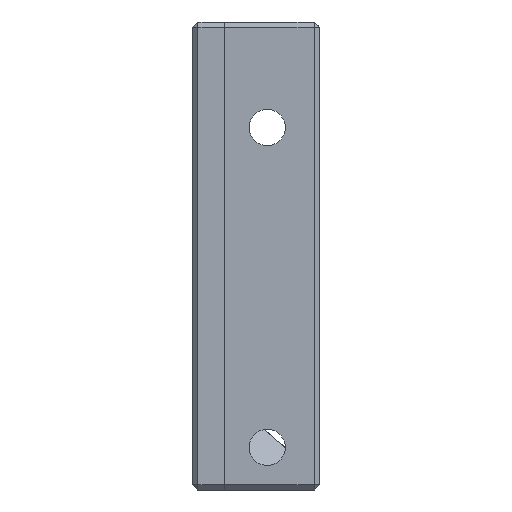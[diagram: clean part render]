
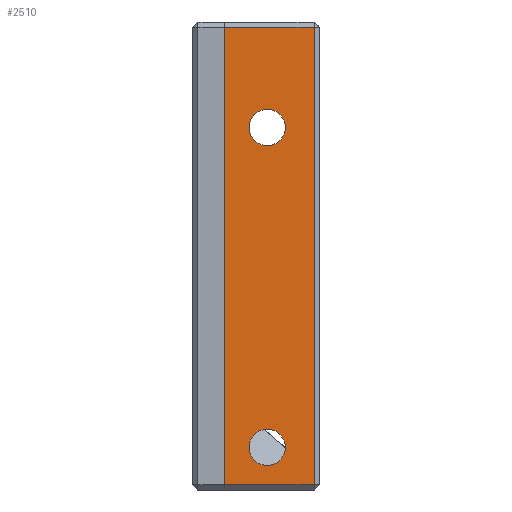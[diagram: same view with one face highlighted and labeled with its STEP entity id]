
A CAD part, front view. The second image highlights one B-rep face of the part: STEP entity #2510.
In plain terms, the highlighted planar face has unit normal (0, -1, 0).
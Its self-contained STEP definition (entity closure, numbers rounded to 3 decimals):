
#365 = PLANE('',#366);
#366 = AXIS2_PLACEMENT_3D('',#367,#368,#369);
#367 = CARTESIAN_POINT('',(14.9,3.25,49.65));
#368 = DIRECTION('',(0.,0.707,-0.707));
#369 = DIRECTION('',(-1.,0.,0.));
#713 = VERTEX_POINT('',#714);
#714 = CARTESIAN_POINT('',(14.4,3.,49.4));
#728 = PLANE('',#729);
#729 = AXIS2_PLACEMENT_3D('',#730,#731,#732);
#730 = CARTESIAN_POINT('',(14.65,3.25,6.));
#731 = DIRECTION('',(-0.707,0.707,0.));
#732 = DIRECTION('',(0.,0.,-1.));
#1473 = EDGE_CURVE('',#713,#1474,#1476,.T.);
#1474 = VERTEX_POINT('',#1475);
#1475 = CARTESIAN_POINT('',(6.,3.,49.4));
#1476 = SURFACE_CURVE('',#1477,(#1481,#1488),.PCURVE_S1.);
#1477 = LINE('',#1478,#1479);
#1478 = CARTESIAN_POINT('',(14.9,3.,49.4));
#1479 = VECTOR('',#1480,1.);
#1480 = DIRECTION('',(-1.,0.,0.));
#1481 = PCURVE('',#365,#1482);
#1482 = DEFINITIONAL_REPRESENTATION('',(#1483),#1487);
#1483 = LINE('',#1484,#1485);
#1484 = CARTESIAN_POINT('',(-0.,-0.354));
#1485 = VECTOR('',#1486,1.);
#1486 = DIRECTION('',(1.,0.));
#1487 = ( GEOMETRIC_REPRESENTATION_CONTEXT(2) 
PARAMETRIC_REPRESENTATION_CONTEXT() REPRESENTATION_CONTEXT('2D SPACE',''
  ) );
#1488 = PCURVE('',#1489,#1494);
#1489 = PLANE('',#1490);
#1490 = AXIS2_PLACEMENT_3D('',#1491,#1492,#1493);
#1491 = CARTESIAN_POINT('',(8.95,3.,26.45));
#1492 = DIRECTION('',(0.,1.,0.));
#1493 = DIRECTION('',(0.,0.,1.));
#1494 = DEFINITIONAL_REPRESENTATION('',(#1495),#1499);
#1495 = LINE('',#1496,#1497);
#1496 = CARTESIAN_POINT('',(22.95,5.95));
#1497 = VECTOR('',#1498,1.);
#1498 = DIRECTION('',(0.,-1.));
#1499 = ( GEOMETRIC_REPRESENTATION_CONTEXT(2) 
PARAMETRIC_REPRESENTATION_CONTEXT() REPRESENTATION_CONTEXT('2D SPACE',''
  ) );
#2036 = EDGE_CURVE('',#2037,#713,#2039,.T.);
#2037 = VERTEX_POINT('',#2038);
#2038 = CARTESIAN_POINT('',(14.4,3.,6.5));
#2039 = SURFACE_CURVE('',#2040,(#2044,#2051),.PCURVE_S1.);
#2040 = LINE('',#2041,#2042);
#2041 = CARTESIAN_POINT('',(14.4,3.,6.));
#2042 = VECTOR('',#2043,1.);
#2043 = DIRECTION('',(0.,0.,1.));
#2044 = PCURVE('',#728,#2045);
#2045 = DEFINITIONAL_REPRESENTATION('',(#2046),#2050);
#2046 = LINE('',#2047,#2048);
#2047 = CARTESIAN_POINT('',(0.,0.354));
#2048 = VECTOR('',#2049,1.);
#2049 = DIRECTION('',(-1.,0.));
#2050 = ( GEOMETRIC_REPRESENTATION_CONTEXT(2) 
PARAMETRIC_REPRESENTATION_CONTEXT() REPRESENTATION_CONTEXT('2D SPACE',''
  ) );
#2051 = PCURVE('',#1489,#2052);
#2052 = DEFINITIONAL_REPRESENTATION('',(#2053),#2057);
#2053 = LINE('',#2054,#2055);
#2054 = CARTESIAN_POINT('',(-20.45,5.45));
#2055 = VECTOR('',#2056,1.);
#2056 = DIRECTION('',(1.,0.));
#2057 = ( GEOMETRIC_REPRESENTATION_CONTEXT(2) 
PARAMETRIC_REPRESENTATION_CONTEXT() REPRESENTATION_CONTEXT('2D SPACE',''
  ) );
#2337 = PLANE('',#2338);
#2338 = AXIS2_PLACEMENT_3D('',#2339,#2340,#2341);
#2339 = CARTESIAN_POINT('',(3.,3.,49.9));
#2340 = DIRECTION('',(0.,1.,0.));
#2341 = DIRECTION('',(0.,0.,-1.));
#2510 = ADVANCED_FACE('',(#2511,#2564,#2595),#1489,.F.);
#2511 = FACE_BOUND('',#2512,.F.);
#2512 = EDGE_LOOP('',(#2513,#2536,#2537,#2538));
#2513 = ORIENTED_EDGE('',*,*,#2514,.F.);
#2514 = EDGE_CURVE('',#1474,#2515,#2517,.T.);
#2515 = VERTEX_POINT('',#2516);
#2516 = CARTESIAN_POINT('',(6.,3.,6.5));
#2517 = SURFACE_CURVE('',#2518,(#2522,#2529),.PCURVE_S1.);
#2518 = LINE('',#2519,#2520);
#2519 = CARTESIAN_POINT('',(6.,3.,49.9));
#2520 = VECTOR('',#2521,1.);
#2521 = DIRECTION('',(0.,0.,-1.));
#2522 = PCURVE('',#1489,#2523);
#2523 = DEFINITIONAL_REPRESENTATION('',(#2524),#2528);
#2524 = LINE('',#2525,#2526);
#2525 = CARTESIAN_POINT('',(23.45,-2.95));
#2526 = VECTOR('',#2527,1.);
#2527 = DIRECTION('',(-1.,0.));
#2528 = ( GEOMETRIC_REPRESENTATION_CONTEXT(2) 
PARAMETRIC_REPRESENTATION_CONTEXT() REPRESENTATION_CONTEXT('2D SPACE',''
  ) );
#2529 = PCURVE('',#2337,#2530);
#2530 = DEFINITIONAL_REPRESENTATION('',(#2531),#2535);
#2531 = LINE('',#2532,#2533);
#2532 = CARTESIAN_POINT('',(0.,-3.));
#2533 = VECTOR('',#2534,1.);
#2534 = DIRECTION('',(1.,0.));
#2535 = ( GEOMETRIC_REPRESENTATION_CONTEXT(2) 
PARAMETRIC_REPRESENTATION_CONTEXT() REPRESENTATION_CONTEXT('2D SPACE',''
  ) );
#2536 = ORIENTED_EDGE('',*,*,#1473,.F.);
#2537 = ORIENTED_EDGE('',*,*,#2036,.F.);
#2538 = ORIENTED_EDGE('',*,*,#2539,.F.);
#2539 = EDGE_CURVE('',#2515,#2037,#2540,.T.);
#2540 = SURFACE_CURVE('',#2541,(#2545,#2552),.PCURVE_S1.);
#2541 = LINE('',#2542,#2543);
#2542 = CARTESIAN_POINT('',(6.,3.,6.5));
#2543 = VECTOR('',#2544,1.);
#2544 = DIRECTION('',(1.,0.,0.));
#2545 = PCURVE('',#1489,#2546);
#2546 = DEFINITIONAL_REPRESENTATION('',(#2547),#2551);
#2547 = LINE('',#2548,#2549);
#2548 = CARTESIAN_POINT('',(-19.95,-2.95));
#2549 = VECTOR('',#2550,1.);
#2550 = DIRECTION('',(0.,1.));
#2551 = ( GEOMETRIC_REPRESENTATION_CONTEXT(2) 
PARAMETRIC_REPRESENTATION_CONTEXT() REPRESENTATION_CONTEXT('2D SPACE',''
  ) );
#2552 = PCURVE('',#2553,#2558);
#2553 = PLANE('',#2554);
#2554 = AXIS2_PLACEMENT_3D('',#2555,#2556,#2557);
#2555 = CARTESIAN_POINT('',(6.,3.25,6.25));
#2556 = DIRECTION('',(0.,-0.707,-0.707));
#2557 = DIRECTION('',(1.,0.,0.));
#2558 = DEFINITIONAL_REPRESENTATION('',(#2559),#2563);
#2559 = LINE('',#2560,#2561);
#2560 = CARTESIAN_POINT('',(0.,0.354));
#2561 = VECTOR('',#2562,1.);
#2562 = DIRECTION('',(1.,0.));
#2563 = ( GEOMETRIC_REPRESENTATION_CONTEXT(2) 
PARAMETRIC_REPRESENTATION_CONTEXT() REPRESENTATION_CONTEXT('2D SPACE',''
  ) );
#2564 = FACE_BOUND('',#2565,.F.);
#2565 = EDGE_LOOP('',(#2566));
#2566 = ORIENTED_EDGE('',*,*,#2567,.F.);
#2567 = EDGE_CURVE('',#2568,#2568,#2570,.T.);
#2568 = VERTEX_POINT('',#2569);
#2569 = CARTESIAN_POINT('',(8.3,3.,10.));
#2570 = SURFACE_CURVE('',#2571,(#2576,#2583),.PCURVE_S1.);
#2571 = CIRCLE('',#2572,1.7);
#2572 = AXIS2_PLACEMENT_3D('',#2573,#2574,#2575);
#2573 = CARTESIAN_POINT('',(10.,3.,10.));
#2574 = DIRECTION('',(0.,1.,0.));
#2575 = DIRECTION('',(-1.,0.,0.));
#2576 = PCURVE('',#1489,#2577);
#2577 = DEFINITIONAL_REPRESENTATION('',(#2578),#2582);
#2578 = CIRCLE('',#2579,1.7);
#2579 = AXIS2_PLACEMENT_2D('',#2580,#2581);
#2580 = CARTESIAN_POINT('',(-16.45,1.05));
#2581 = DIRECTION('',(0.,-1.));
#2582 = ( GEOMETRIC_REPRESENTATION_CONTEXT(2) 
PARAMETRIC_REPRESENTATION_CONTEXT() REPRESENTATION_CONTEXT('2D SPACE',''
  ) );
#2583 = PCURVE('',#2584,#2589);
#2584 = CYLINDRICAL_SURFACE('',#2585,1.7);
#2585 = AXIS2_PLACEMENT_3D('',#2586,#2587,#2588);
#2586 = CARTESIAN_POINT('',(10.,0.,10.));
#2587 = DIRECTION('',(0.,1.,0.));
#2588 = DIRECTION('',(-1.,0.,0.));
#2589 = DEFINITIONAL_REPRESENTATION('',(#2590),#2594);
#2590 = LINE('',#2591,#2592);
#2591 = CARTESIAN_POINT('',(-6.283,3.));
#2592 = VECTOR('',#2593,1.);
#2593 = DIRECTION('',(1.,-0.));
#2594 = ( GEOMETRIC_REPRESENTATION_CONTEXT(2) 
PARAMETRIC_REPRESENTATION_CONTEXT() REPRESENTATION_CONTEXT('2D SPACE',''
  ) );
#2595 = FACE_BOUND('',#2596,.F.);
#2596 = EDGE_LOOP('',(#2597));
#2597 = ORIENTED_EDGE('',*,*,#2598,.F.);
#2598 = EDGE_CURVE('',#2599,#2599,#2601,.T.);
#2599 = VERTEX_POINT('',#2600);
#2600 = CARTESIAN_POINT('',(8.3,3.,40.));
#2601 = SURFACE_CURVE('',#2602,(#2607,#2614),.PCURVE_S1.);
#2602 = CIRCLE('',#2603,1.7);
#2603 = AXIS2_PLACEMENT_3D('',#2604,#2605,#2606);
#2604 = CARTESIAN_POINT('',(10.,3.,40.));
#2605 = DIRECTION('',(0.,1.,0.));
#2606 = DIRECTION('',(-1.,0.,0.));
#2607 = PCURVE('',#1489,#2608);
#2608 = DEFINITIONAL_REPRESENTATION('',(#2609),#2613);
#2609 = CIRCLE('',#2610,1.7);
#2610 = AXIS2_PLACEMENT_2D('',#2611,#2612);
#2611 = CARTESIAN_POINT('',(13.55,1.05));
#2612 = DIRECTION('',(0.,-1.));
#2613 = ( GEOMETRIC_REPRESENTATION_CONTEXT(2) 
PARAMETRIC_REPRESENTATION_CONTEXT() REPRESENTATION_CONTEXT('2D SPACE',''
  ) );
#2614 = PCURVE('',#2615,#2620);
#2615 = CYLINDRICAL_SURFACE('',#2616,1.7);
#2616 = AXIS2_PLACEMENT_3D('',#2617,#2618,#2619);
#2617 = CARTESIAN_POINT('',(10.,0.,40.));
#2618 = DIRECTION('',(0.,1.,0.));
#2619 = DIRECTION('',(-1.,0.,0.));
#2620 = DEFINITIONAL_REPRESENTATION('',(#2621),#2625);
#2621 = LINE('',#2622,#2623);
#2622 = CARTESIAN_POINT('',(-6.283,3.));
#2623 = VECTOR('',#2624,1.);
#2624 = DIRECTION('',(1.,-0.));
#2625 = ( GEOMETRIC_REPRESENTATION_CONTEXT(2) 
PARAMETRIC_REPRESENTATION_CONTEXT() REPRESENTATION_CONTEXT('2D SPACE',''
  ) );
